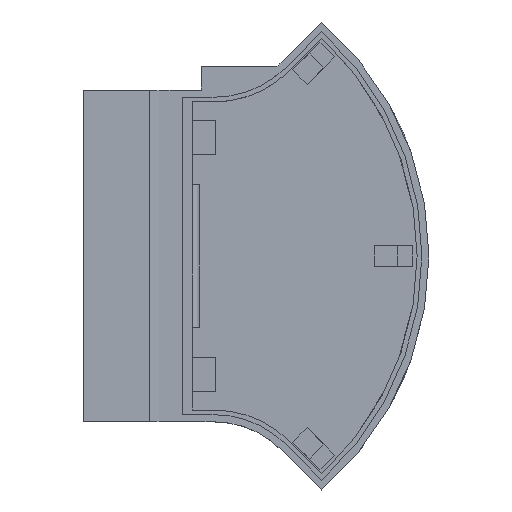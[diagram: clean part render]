
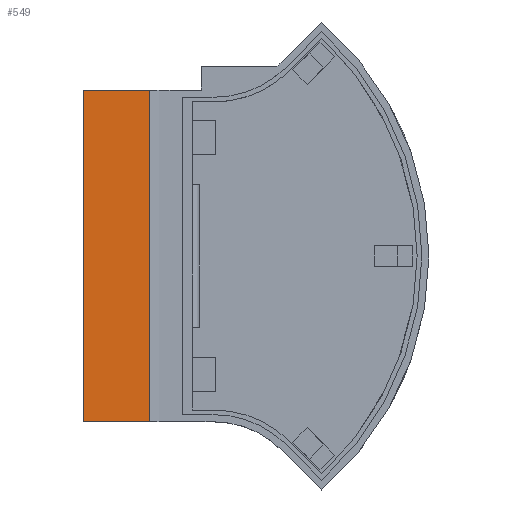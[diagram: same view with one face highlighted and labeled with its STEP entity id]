
A CAD part, top view. The second image highlights one B-rep face of the part: STEP entity #549.
In plain terms, the highlighted planar face has unit normal (0, 0, 1).
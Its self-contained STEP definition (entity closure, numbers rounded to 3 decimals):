
#199 = EDGE_CURVE ( 'NONE', #1961, #949, #2337, .T. ) ;
#225 = DIRECTION ( 'NONE',  ( 0., 0., 1. ) ) ;
#338 = CARTESIAN_POINT ( 'NONE',  ( 6., 35., 12. ) ) ;
#414 = EDGE_CURVE ( 'NONE', #949, #996, #2373, .T. ) ;
#422 = CARTESIAN_POINT ( 'NONE',  ( -8., -35., 12. ) ) ;
#453 = CARTESIAN_POINT ( 'NONE',  ( -8., -51.125, 12. ) ) ;
#549 = ADVANCED_FACE ( 'NONE', ( #1100 ), #2115, .T. ) ;
#663 = EDGE_LOOP ( 'NONE', ( #2201, #1449, #878, #798 ) ) ;
#798 = ORIENTED_EDGE ( 'NONE', *, *, #414, .F. ) ;
#878 = ORIENTED_EDGE ( 'NONE', *, *, #953, .F. ) ;
#949 = VERTEX_POINT ( 'NONE', #422 ) ;
#953 = EDGE_CURVE ( 'NONE', #996, #1483, #2534, .T. ) ;
#996 = VERTEX_POINT ( 'NONE', #2684 ) ;
#1100 = FACE_OUTER_BOUND ( 'NONE', #663, .T. ) ;
#1199 = VECTOR ( 'NONE', #1412, 1000. ) ;
#1223 = CARTESIAN_POINT ( 'NONE',  ( -8., 35., 12. ) ) ;
#1231 = CARTESIAN_POINT ( 'NONE',  ( 6., -51.125, 12. ) ) ;
#1255 = DIRECTION ( 'NONE',  ( 1., 0., 0. ) ) ;
#1412 = DIRECTION ( 'NONE',  ( 0., 1., 0. ) ) ;
#1449 = ORIENTED_EDGE ( 'NONE', *, *, #2209, .T. ) ;
#1462 = CARTESIAN_POINT ( 'NONE',  ( -8., -35., 12. ) ) ;
#1483 = VERTEX_POINT ( 'NONE', #338 ) ;
#1785 = VECTOR ( 'NONE', #2493, 1000. ) ;
#1879 = DIRECTION ( 'NONE',  ( 1., 0., 0. ) ) ;
#1923 = VECTOR ( 'NONE', #1255, 1000. ) ;
#1961 = VERTEX_POINT ( 'NONE', #2357 ) ;
#2070 = DIRECTION ( 'NONE',  ( 0., 1., 0. ) ) ;
#2115 = PLANE ( 'NONE',  #2501 ) ;
#2201 = ORIENTED_EDGE ( 'NONE', *, *, #199, .F. ) ;
#2209 = EDGE_CURVE ( 'NONE', #1961, #1483, #2573, .T. ) ;
#2317 = VECTOR ( 'NONE', #2070, 1000. ) ;
#2337 = LINE ( 'NONE', #1462, #1785 ) ;
#2357 = CARTESIAN_POINT ( 'NONE',  ( 6., -35., 12. ) ) ;
#2373 = LINE ( 'NONE', #2680, #1199 ) ;
#2493 = DIRECTION ( 'NONE',  ( -1., 0., 0. ) ) ;
#2501 = AXIS2_PLACEMENT_3D ( 'NONE', #453, #225, #1879 ) ;
#2534 = LINE ( 'NONE', #1223, #1923 ) ;
#2573 = LINE ( 'NONE', #1231, #2317 ) ;
#2680 = CARTESIAN_POINT ( 'NONE',  ( -8., -51.125, 12. ) ) ;
#2684 = CARTESIAN_POINT ( 'NONE',  ( -8., 35., 12. ) ) ;
